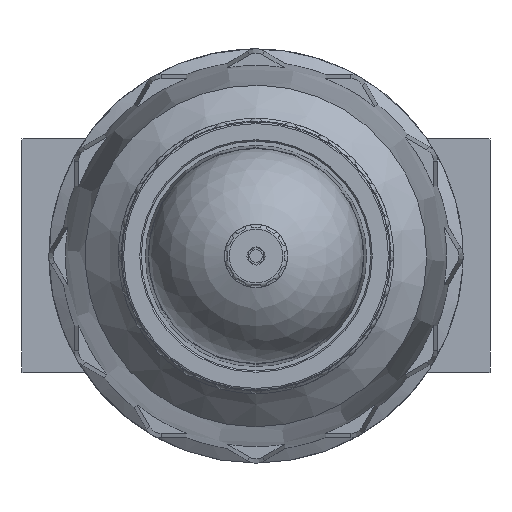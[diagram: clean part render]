
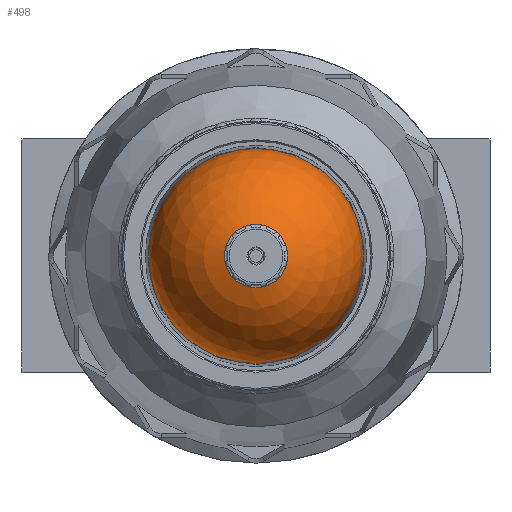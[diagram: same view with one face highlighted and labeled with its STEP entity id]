
A CAD part, front view. The second image highlights one B-rep face of the part: STEP entity #498.
In plain terms, the highlighted spherical face has radius 34 mm.
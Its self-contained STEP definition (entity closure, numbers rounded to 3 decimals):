
#498 = ADVANCED_FACE( '', ( #1201, #1202 ), #1203, .T. );
#1201 = FACE_OUTER_BOUND( '', #1907, .T. );
#1202 = FACE_OUTER_BOUND( '', #1908, .T. );
#1203 = SPHERICAL_SURFACE( '', #1909, 34. );
#1907 = EDGE_LOOP( '', ( #4506 ) );
#1908 = EDGE_LOOP( '', ( #4507 ) );
#1909 = AXIS2_PLACEMENT_3D( '', #4508, #4509, #4510 );
#4506 = ORIENTED_EDGE( '', *, *, #5320, .T. );
#4507 = ORIENTED_EDGE( '', *, *, #5319, .F. );
#4508 = CARTESIAN_POINT( '', ( 0., -87., 0. ) );
#4509 = DIRECTION( '', ( 0., -1., 0. ) );
#4510 = DIRECTION( '', ( 1., 0., 0. ) );
#5319 = EDGE_CURVE( '', #6639, #6639, #6640, .T. );
#5320 = EDGE_CURVE( '', #6641, #6641, #6642, .T. );
#6639 = VERTEX_POINT( '', #10931 );
#6640 = CIRCLE( '', #10932, 10. );
#6641 = VERTEX_POINT( '', #10933 );
#6642 = CIRCLE( '', #10934, 33.998 );
#10931 = CARTESIAN_POINT( '', ( 0., -119.496, -10. ) );
#10932 = AXIS2_PLACEMENT_3D( '', #11994, #11995, #11996 );
#10933 = CARTESIAN_POINT( '', ( 0., -87.377, -33.998 ) );
#10934 = AXIS2_PLACEMENT_3D( '', #11997, #11998, #11999 );
#11994 = CARTESIAN_POINT( '', ( 0., -119.496, 0. ) );
#11995 = DIRECTION( '', ( 0., -1., 0. ) );
#11996 = DIRECTION( '', ( 0., 0., -1. ) );
#11997 = CARTESIAN_POINT( '', ( 0., -87.377, 0. ) );
#11998 = DIRECTION( '', ( 0., -1., 0. ) );
#11999 = DIRECTION( '', ( 0., 0., -1. ) );
